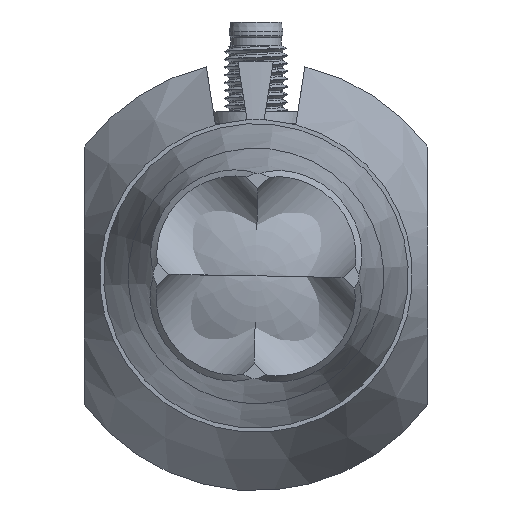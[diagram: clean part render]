
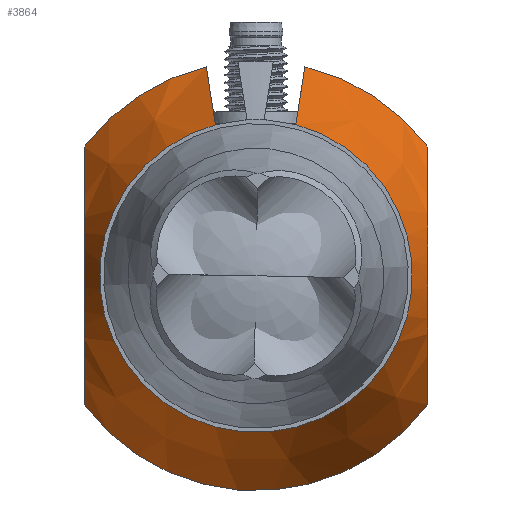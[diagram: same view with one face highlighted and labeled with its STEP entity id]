
A CAD part, front view. The second image highlights one B-rep face of the part: STEP entity #3864.
In plain terms, the highlighted conical face has half-angle 23.735 degrees and reference radius 23.762 mm.
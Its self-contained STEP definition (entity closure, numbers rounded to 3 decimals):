
#54=(
BOUNDED_CURVE()
B_SPLINE_CURVE(2,(#6441,#6442,#6443),.UNSPECIFIED.,.F.,.F.)
B_SPLINE_CURVE_WITH_KNOTS((3,3),(0.196,2.022),
 .UNSPECIFIED.)
CURVE()
GEOMETRIC_REPRESENTATION_ITEM()
RATIONAL_B_SPLINE_CURVE((1.003,1.014,1.))
REPRESENTATION_ITEM('')
);
#56=(
BOUNDED_CURVE()
B_SPLINE_CURVE(2,(#6478,#6479,#6480),.UNSPECIFIED.,.F.,.F.)
B_SPLINE_CURVE_WITH_KNOTS((3,3),(2.882,2.898),
 .UNSPECIFIED.)
CURVE()
GEOMETRIC_REPRESENTATION_ITEM()
RATIONAL_B_SPLINE_CURVE((1.187,1.187,1.187))
REPRESENTATION_ITEM('')
);
#58=(
BOUNDED_CURVE()
B_SPLINE_CURVE(2,(#6935,#6936,#6937),.UNSPECIFIED.,.F.,.F.)
B_SPLINE_CURVE_WITH_KNOTS((3,3),(0.,4.141),.UNSPECIFIED.)
CURVE()
GEOMETRIC_REPRESENTATION_ITEM()
RATIONAL_B_SPLINE_CURVE((1.,1.25,1.))
REPRESENTATION_ITEM('')
);
#62=(
BOUNDED_CURVE()
B_SPLINE_CURVE(2,(#7008,#7009,#7010),.UNSPECIFIED.,.F.,.F.)
B_SPLINE_CURVE_WITH_KNOTS((3,3),(0.,1.83),.UNSPECIFIED.)
CURVE()
GEOMETRIC_REPRESENTATION_ITEM()
RATIONAL_B_SPLINE_CURVE((1.,1.014,1.003))
REPRESENTATION_ITEM('')
);
#63=(
BOUNDED_CURVE()
B_SPLINE_CURVE(2,(#7012,#7013,#7014),.UNSPECIFIED.,.F.,.F.)
B_SPLINE_CURVE_WITH_KNOTS((3,3),(0.,4.141),.UNSPECIFIED.)
CURVE()
GEOMETRIC_REPRESENTATION_ITEM()
RATIONAL_B_SPLINE_CURVE((1.,1.25,1.))
REPRESENTATION_ITEM('')
);
#72=CONICAL_SURFACE('',#4136,23.763,0.414);
#377=FACE_OUTER_BOUND('',#581,.T.);
#581=EDGE_LOOP('',(#3061,#3062,#3063,#3064,#3065,#3066,#3067,#3068,#3069));
#700=CIRCLE('',#4128,27.5);
#701=CIRCLE('',#4130,27.5);
#704=CIRCLE('',#4135,27.5);
#705=CIRCLE('',#4137,20.025);
#1544=VERTEX_POINT('',#6439);
#1545=VERTEX_POINT('',#6440);
#1560=VERTEX_POINT('',#6477);
#1712=VERTEX_POINT('',#6933);
#1713=VERTEX_POINT('',#6934);
#1723=VERTEX_POINT('',#6984);
#1724=VERTEX_POINT('',#6988);
#1727=VERTEX_POINT('',#7003);
#1728=VERTEX_POINT('',#7007);
#1950=EDGE_CURVE('',#1544,#1545,#54,.T.);
#1967=EDGE_CURVE('',#1560,#1544,#56,.T.);
#2190=EDGE_CURVE('',#1712,#1713,#58,.T.);
#2209=EDGE_CURVE('',#1723,#1713,#700,.T.);
#2210=EDGE_CURVE('',#1724,#1545,#701,.T.);
#2216=EDGE_CURVE('',#1712,#1727,#704,.T.);
#2218=EDGE_CURVE('',#1723,#1728,#62,.T.);
#2219=EDGE_CURVE('',#1560,#1728,#705,.T.);
#2220=EDGE_CURVE('',#1724,#1727,#63,.T.);
#3061=ORIENTED_EDGE('',*,*,#2216,.F.);
#3062=ORIENTED_EDGE('',*,*,#2190,.T.);
#3063=ORIENTED_EDGE('',*,*,#2209,.F.);
#3064=ORIENTED_EDGE('',*,*,#2218,.T.);
#3065=ORIENTED_EDGE('',*,*,#2219,.F.);
#3066=ORIENTED_EDGE('',*,*,#1967,.T.);
#3067=ORIENTED_EDGE('',*,*,#1950,.T.);
#3068=ORIENTED_EDGE('',*,*,#2210,.F.);
#3069=ORIENTED_EDGE('',*,*,#2220,.T.);
#3864=ADVANCED_FACE('',(#377),#72,.T.);
#4128=AXIS2_PLACEMENT_3D('',#6986,#4849,#4850);
#4130=AXIS2_PLACEMENT_3D('',#6989,#4853,#4854);
#4135=AXIS2_PLACEMENT_3D('',#7004,#4864,#4865);
#4136=AXIS2_PLACEMENT_3D('',#7006,#4867,#4868);
#4137=AXIS2_PLACEMENT_3D('',#7011,#4869,#4870);
#4849=DIRECTION('center_axis',(0.,1.,0.));
#4850=DIRECTION('ref_axis',(0.,0.,1.));
#4853=DIRECTION('center_axis',(0.,1.,0.));
#4854=DIRECTION('ref_axis',(0.,0.,1.));
#4864=DIRECTION('center_axis',(0.,1.,0.));
#4865=DIRECTION('ref_axis',(0.,0.,1.));
#4867=DIRECTION('center_axis',(0.,1.,0.));
#4868=DIRECTION('ref_axis',(0.002,0.,-1.));
#4869=DIRECTION('center_axis',(0.,-1.,0.));
#4870=DIRECTION('ref_axis',(-1.,0.,0.));
#6439=CARTESIAN_POINT('',(-5.191,-48.477,19.351));
#6440=CARTESIAN_POINT('',(-6.364,-31.5,26.754));
#6441=CARTESIAN_POINT('Ctrl Pts',(-5.191,-48.477,19.351));
#6442=CARTESIAN_POINT('Ctrl Pts',(-5.685,-41.332,22.471));
#6443=CARTESIAN_POINT('Ctrl Pts',(-6.364,-31.5,26.754));
#6477=CARTESIAN_POINT('',(-5.092,-48.5,19.367));
#6478=CARTESIAN_POINT('Ctrl Pts',(-5.092,-48.5,19.367));
#6479=CARTESIAN_POINT('Ctrl Pts',(-5.142,-48.489,19.359));
#6480=CARTESIAN_POINT('Ctrl Pts',(-5.191,-48.477,19.351));
#6933=CARTESIAN_POINT('',(22.,-31.5,-16.5));
#6934=CARTESIAN_POINT('',(22.,-31.5,16.5));
#6935=CARTESIAN_POINT('Ctrl Pts',(22.,-31.5,-16.5));
#6936=CARTESIAN_POINT('Ctrl Pts',(22.,-54.015,0.));
#6937=CARTESIAN_POINT('Ctrl Pts',(22.,-31.5,16.5));
#6984=CARTESIAN_POINT('',(6.266,-31.5,26.777));
#6986=CARTESIAN_POINT('Origin',(0.,-31.5,0.));
#6988=CARTESIAN_POINT('',(-22.,-31.5,16.5));
#6989=CARTESIAN_POINT('Origin',(0.,-31.5,0.));
#7003=CARTESIAN_POINT('',(-22.,-31.5,-16.5));
#7004=CARTESIAN_POINT('Origin',(0.,-31.5,0.));
#7006=CARTESIAN_POINT('Origin',(0.,-40.,0.));
#7007=CARTESIAN_POINT('',(5.092,-48.5,19.367));
#7008=CARTESIAN_POINT('Ctrl Pts',(6.266,-31.5,26.777));
#7009=CARTESIAN_POINT('Ctrl Pts',(5.587,-41.347,22.489));
#7010=CARTESIAN_POINT('Ctrl Pts',(5.092,-48.5,19.367));
#7011=CARTESIAN_POINT('Origin',(0.,-48.5,0.));
#7012=CARTESIAN_POINT('Ctrl Pts',(-22.,-31.5,16.5));
#7013=CARTESIAN_POINT('Ctrl Pts',(-22.,-54.015,0.));
#7014=CARTESIAN_POINT('Ctrl Pts',(-22.,-31.5,-16.5));
